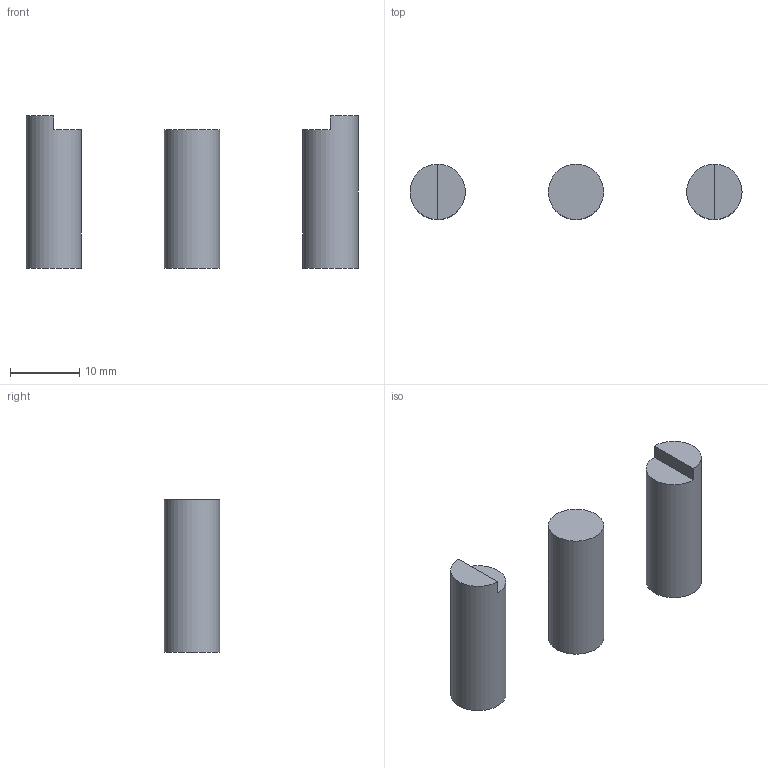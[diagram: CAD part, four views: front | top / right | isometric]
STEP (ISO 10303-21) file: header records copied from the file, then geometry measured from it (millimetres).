
FILE_DESCRIPTION(('Open CASCADE Model'),'2;1');
FILE_NAME('Open CASCADE Shape Model','2025-11-21T04:01:10',('Author'),( 'Open CASCADE'),'Open CASCADE STEP processor 7.8','Open CASCADE 7.8' ,'Unknown');
FILE_SCHEMA(('AUTOMOTIVE_DESIGN { 1 0 10303 214 1 1 1 1 }'));
Length unit declared in the file: millimetre
Products named in the file (4): Open CASCADE STEP translator 7.8 17; Open CASCADE STEP translator 7.8 17.1; Open CASCADE STEP translator 7.8 17.2; Open CASCADE STEP translator 7.8 17.3
Assembly tree (3 placements, depth 2):
  Open CASCADE STEP translator 7.8 17
    Open CASCADE STEP translator 7.8 17.1
    Open CASCADE STEP translator 7.8 17.2
    Open CASCADE STEP translator 7.8 17.3
Bounding box: 48 x 8 x 22 mm (x, y, z)
Volume: 3116.5 mm3; surface area: 1891.8 mm2
Topology: 3 solids, 3 shells, 13 faces, 21 edges, 14 vertices
Faces by surface type: plane 10, cylinder 3
Full cylindrical faces by diameter (mm): 8 x3
Entity records: 626 total; most frequent: CARTESIAN_POINT 106, DIRECTION 95, ORIENTED_EDGE 42, PCURVE 42, DEFINITIONAL_REPRESENTATION 42, LINE 31, VECTOR 31, AXIS2_PLACEMENT_3D 27
